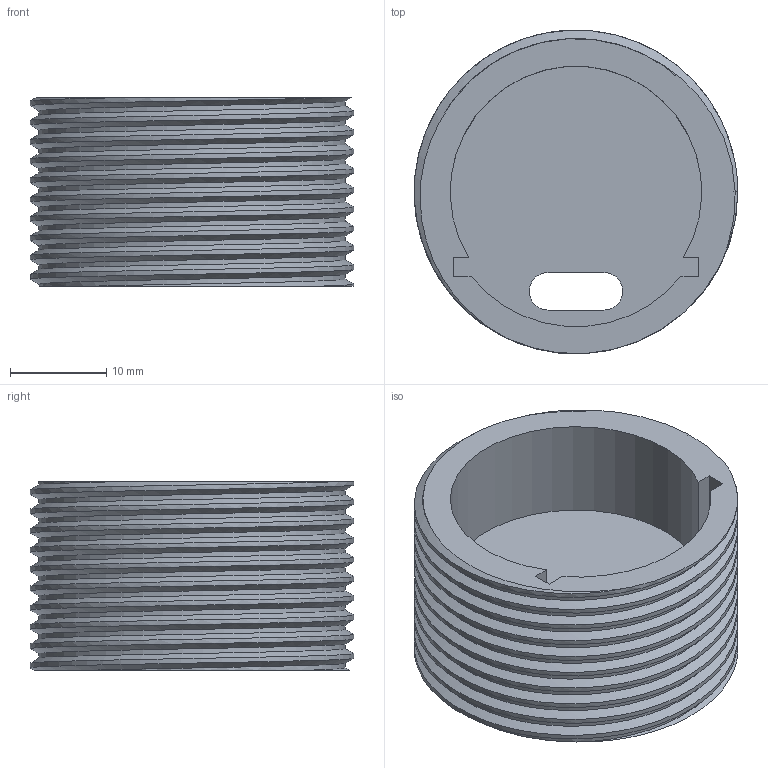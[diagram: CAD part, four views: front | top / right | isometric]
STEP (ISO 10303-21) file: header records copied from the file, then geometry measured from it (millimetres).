
FILE_DESCRIPTION(('FreeCAD Model'),'2;1');
FILE_NAME('Open CASCADE Shape Model','2024-10-28T22:03:50',('Author'),( ''),'Open CASCADE STEP processor 7.6','FreeCAD','Unknown');
FILE_SCHEMA(('AP242_MANAGED_MODEL_BASED_3D_ENGINEERING_MIM_LF. {1 0 10303 442 1 1 4 }'));
Length unit declared in the file: millimetre
Products named in the file (1): Cut008
Bounding box: 33.6 x 33.59 x 19.6 mm (x, y, z)
Volume: 9862.9 mm3; surface area: 5883.1 mm2
Topology: 1 solids, 1 shells, 68 faces, 149 edges, 85 vertices
Faces by surface type: cylinder 28, bspline 22, plane 16, cone 2
Full cylindrical faces by diameter (mm): 31.835 x9, 33.6 x9
Entity records: 5185 total; most frequent: CARTESIAN_POINT 3876, ORIENTED_EDGE 298, DIRECTION 194, EDGE_CURVE 149, VERTEX_POINT 85, FACE_BOUND 72, EDGE_LOOP 72, ADVANCED_FACE 68
